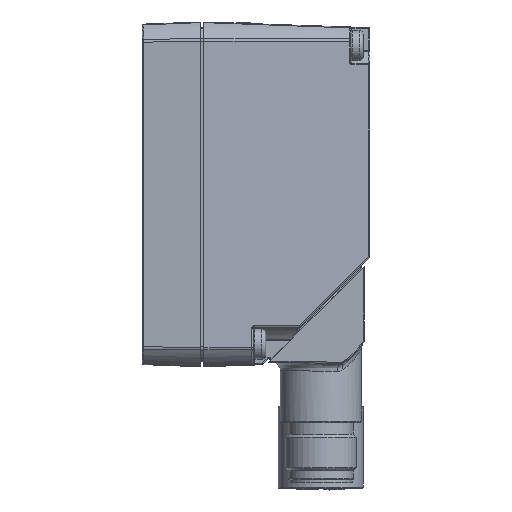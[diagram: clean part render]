
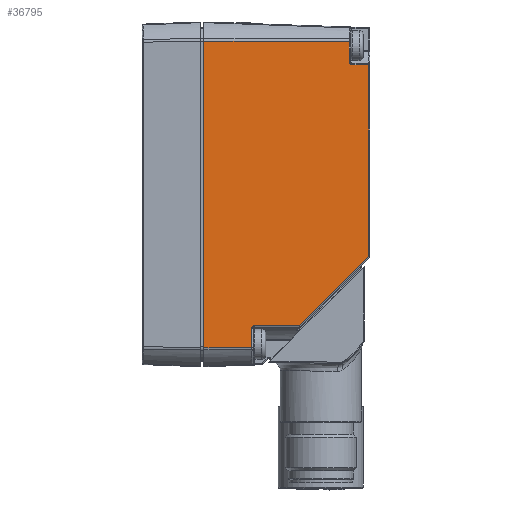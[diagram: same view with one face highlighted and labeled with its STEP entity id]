
A CAD part, left-side view. The second image highlights one B-rep face of the part: STEP entity #36795.
In plain terms, the highlighted planar face has unit normal (-0.999, -0.034, 0).
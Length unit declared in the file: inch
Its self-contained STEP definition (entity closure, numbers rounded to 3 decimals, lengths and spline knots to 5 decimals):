
#836 = LINE ( 'NONE', #38798, #36490 ) ;
#2529 = EDGE_CURVE ( 'NONE', #40429, #43957, #45405, .T. ) ;
#2955 = B_SPLINE_CURVE_WITH_KNOTS ( 'NONE', 3,
 ( #48514, #32942, #14057, #7276, #41220, #13810, #14310, #18595, #21880, #45001, #6782, #22131, #44493, #3021, #18350, #10061, #41479 ),
 .UNSPECIFIED., .F., .F.,
 ( 4, 1, 1, 1, 2, 2, 1, 1, 2, 2, 4 ),
 ( 0., 0.25, 0.375, 0.4375, 0.46875, 0.5, 0.625, 0.6875, 0.71875, 0.75, 1. ),
 .UNSPECIFIED. ) ;
#3021 = CARTESIAN_POINT ( 'NONE',  ( -0.14983, 0.72644, 0.49676 ) ) ;
#3992 = EDGE_CURVE ( 'NONE', #23796, #8918, #36600, .T. ) ;
#4456 = CARTESIAN_POINT ( 'NONE',  ( -0.13943, 0.42418, 0.49796 ) ) ;
#4793 = ORIENTED_EDGE ( 'NONE', *, *, #2529, .T. ) ;
#5353 = DIRECTION ( 'NONE',  ( 0.034, -0.999, 0. ) ) ;
#5892 = VECTOR ( 'NONE', #16039, 39.37008 ) ;
#5927 = ORIENTED_EDGE ( 'NONE', *, *, #3992, .T. ) ;
#6154 = DIRECTION ( 'NONE',  ( -0.034, 0.999, 0.005 ) ) ;
#6407 = CARTESIAN_POINT ( 'NONE',  ( -0.12775, 0.08505, 2.21395 ) ) ;
#6782 = CARTESIAN_POINT ( 'NONE',  ( -0.14989, 0.72812, 0.49595 ) ) ;
#6908 = CARTESIAN_POINT ( 'NONE',  ( -0.12801, 0.09278, 2.21976 ) ) ;
#7032 = LINE ( 'NONE', #27624, #5892 ) ;
#7276 = CARTESIAN_POINT ( 'NONE',  ( -0.15009, 0.73392, 0.49039 ) ) ;
#8266 = LINE ( 'NONE', #19854, #35373 ) ;
#8918 = VERTEX_POINT ( 'NONE', #16742 ) ;
#10061 = CARTESIAN_POINT ( 'NONE',  ( -0.1497, 0.72259, 0.49796 ) ) ;
#10186 = CARTESIAN_POINT ( 'NONE',  ( -0.12757, 0.08002, 2.21338 ) ) ;
#10482 = CARTESIAN_POINT ( 'NONE',  ( -0.12373, -0.03154, 0.95368 ) ) ;
#10669 = CARTESIAN_POINT ( 'NONE',  ( -0.12793, 0.09033, 2.21725 ) ) ;
#13810 = CARTESIAN_POINT ( 'NONE',  ( -0.15004, 0.7323, 0.49252 ) ) ;
#13818 = DIRECTION ( 'NONE',  ( -0.034, 0.999, 0. ) ) ;
#14019 = VERTEX_POINT ( 'NONE', #27322 ) ;
#14057 = CARTESIAN_POINT ( 'NONE',  ( -0.15015, 0.7356, 0.48724 ) ) ;
#14184 = CARTESIAN_POINT ( 'NONE',  ( -0.12806, 0.09416, 2.22222 ) ) ;
#14187 = ORIENTED_EDGE ( 'NONE', *, *, #47537, .T. ) ;
#14310 = CARTESIAN_POINT ( 'NONE',  ( -0.15002, 0.73194, 0.49293 ) ) ;
#14429 = CARTESIAN_POINT ( 'NONE',  ( -0.12807, 0.09442, 2.22276 ) ) ;
#14595 = CARTESIAN_POINT ( 'NONE',  ( -0.12812, 0.09577, 2.22912 ) ) ;
#14703 = EDGE_CURVE ( 'NONE', #48622, #42201, #25136, .T. ) ;
#14886 = ORIENTED_EDGE ( 'NONE', *, *, #31355, .F. ) ;
#15064 = EDGE_CURVE ( 'NONE', #43957, #14019, #8266, .T. ) ;
#15628 = FACE_OUTER_BOUND ( 'NONE', #15663, .T. ) ;
#15663 = EDGE_LOOP ( 'NONE', ( #46841, #44337, #48924, #29916, #47167, #27375, #14187, #5927, #14886, #4793, #26752 ) ) ;
#16039 = DIRECTION ( 'NONE',  ( 0., 0., 1. ) ) ;
#16408 = B_SPLINE_CURVE_WITH_KNOTS ( 'NONE', 3,
 ( #10186, #25514, #6407, #17966, #33318, #10669, #18221, #33566, #48896, #6908, #29789, #14184, #14429, #29554, #45117, #41346, #26006 ),
 .UNSPECIFIED., .F., .F.,
 ( 4, 1, 1, 1, 2, 2, 1, 1, 2, 2, 4 ),
 ( 0., 0.25, 0.375, 0.4375, 0.46875, 0.5, 0.625, 0.6875, 0.71875, 0.75, 1. ),
 .UNSPECIFIED. ) ;
#16742 = CARTESIAN_POINT ( 'NONE',  ( -0.16102, 1.05141, 2.36797 ) ) ;
#17816 = CARTESIAN_POINT ( 'NONE',  ( -0.12373, -0.03154, 2.21338 ) ) ;
#17966 = CARTESIAN_POINT ( 'NONE',  ( -0.12786, 0.0882, 2.21563 ) ) ;
#18221 = CARTESIAN_POINT ( 'NONE',  ( -0.12794, 0.09075, 2.21761 ) ) ;
#18350 = CARTESIAN_POINT ( 'NONE',  ( -0.14977, 0.72452, 0.49759 ) ) ;
#18595 = CARTESIAN_POINT ( 'NONE',  ( -0.15002, 0.73172, 0.49318 ) ) ;
#19549 = VERTEX_POINT ( 'NONE', #21292 ) ;
#19854 = CARTESIAN_POINT ( 'NONE',  ( -0.15017, 0.73618, 0.35742 ) ) ;
#20621 = CARTESIAN_POINT ( 'NONE',  ( -0.16102, 1.05141, 0.35596 ) ) ;
#21292 = CARTESIAN_POINT ( 'NONE',  ( -0.13943, 0.42418, 0.49796 ) ) ;
#21880 = CARTESIAN_POINT ( 'NONE',  ( -0.14999, 0.73093, 0.49402 ) ) ;
#21912 = VECTOR ( 'NONE', #47430, 39.37008 ) ;
#22131 = CARTESIAN_POINT ( 'NONE',  ( -0.14986, 0.72733, 0.49634 ) ) ;
#22416 = DIRECTION ( 'NONE',  ( 0., 0., 1. ) ) ;
#22777 = CARTESIAN_POINT ( 'NONE',  ( -0.14963, 0.72043, 0.49796 ) ) ;
#22993 = VECTOR ( 'NONE', #13818, 39.37008 ) ;
#23051 = EDGE_CURVE ( 'NONE', #30468, #48622, #24583, .T. ) ;
#23796 = VERTEX_POINT ( 'NONE', #41996 ) ;
#24238 = CARTESIAN_POINT ( 'NONE',  ( -0.15017, 0.73618, 0.35742 ) ) ;
#24583 = LINE ( 'NONE', #46559, #44642 ) ;
#24597 = VERTEX_POINT ( 'NONE', #22777 ) ;
#25136 = LINE ( 'NONE', #44765, #22993 ) ;
#25514 = CARTESIAN_POINT ( 'NONE',  ( -0.12765, 0.0821, 2.21338 ) ) ;
#26006 = CARTESIAN_POINT ( 'NONE',  ( -0.12812, 0.09577, 2.22912 ) ) ;
#26752 = ORIENTED_EDGE ( 'NONE', *, *, #15064, .T. ) ;
#27247 = EDGE_CURVE ( 'NONE', #19549, #30468, #39384, .T. ) ;
#27322 = CARTESIAN_POINT ( 'NONE',  ( -0.15017, 0.73618, 0.48221 ) ) ;
#27375 = ORIENTED_EDGE ( 'NONE', *, *, #39660, .T. ) ;
#27624 = CARTESIAN_POINT ( 'NONE',  ( -0.16102, 1.05141, 2.24625 ) ) ;
#28650 = VECTOR ( 'NONE', #22416, 39.37008 ) ;
#28687 = VERTEX_POINT ( 'NONE', #43117 ) ;
#29554 = CARTESIAN_POINT ( 'NONE',  ( -0.12808, 0.09457, 2.22311 ) ) ;
#29789 = CARTESIAN_POINT ( 'NONE',  ( -0.12805, 0.09376, 2.22143 ) ) ;
#29916 = ORIENTED_EDGE ( 'NONE', *, *, #23051, .T. ) ;
#29994 = DIRECTION ( 'NONE',  ( 0.034, -0.999, 0. ) ) ;
#30468 = VERTEX_POINT ( 'NONE', #10482 ) ;
#30988 = DIRECTION ( 'NONE',  ( -0.999, -0.034, 0. ) ) ;
#31067 = DIRECTION ( 'NONE',  ( 0.034, -0.999, 0.005 ) ) ;
#31355 = EDGE_CURVE ( 'NONE', #40429, #8918, #7032, .T. ) ;
#32942 = CARTESIAN_POINT ( 'NONE',  ( -0.15017, 0.73618, 0.48429 ) ) ;
#33318 = CARTESIAN_POINT ( 'NONE',  ( -0.12791, 0.08971, 2.21673 ) ) ;
#33566 = CARTESIAN_POINT ( 'NONE',  ( -0.12795, 0.09099, 2.21783 ) ) ;
#33707 = AXIS2_PLACEMENT_3D ( 'NONE', #34277, #30988, #29994 ) ;
#33849 = CARTESIAN_POINT ( 'NONE',  ( -0.16102, 1.05141, 0.35596 ) ) ;
#34049 = CARTESIAN_POINT ( 'NONE',  ( -0.12757, 0.08002, 2.21338 ) ) ;
#34277 = CARTESIAN_POINT ( 'NONE',  ( -0.12467, -0.00429, 0. ) ) ;
#35127 = EDGE_CURVE ( 'NONE', #14019, #24597, #2955, .T. ) ;
#35373 = VECTOR ( 'NONE', #46742, 39.37008 ) ;
#36490 = VECTOR ( 'NONE', #5353, 39.37008 ) ;
#36600 = LINE ( 'NONE', #41335, #36976 ) ;
#36795 = ADVANCED_FACE ( 'NONE', ( #15628 ), #42299, .T. ) ;
#36976 = VECTOR ( 'NONE', #6154, 39.37008 ) ;
#38798 = CARTESIAN_POINT ( 'NONE',  ( -0.12467, -0.00429, 0.49796 ) ) ;
#39384 = LINE ( 'NONE', #4456, #21912 ) ;
#39660 = EDGE_CURVE ( 'NONE', #42201, #28687, #16408, .T. ) ;
#40429 = VERTEX_POINT ( 'NONE', #20621 ) ;
#41220 = CARTESIAN_POINT ( 'NONE',  ( -0.15005, 0.73283, 0.49189 ) ) ;
#41335 = CARTESIAN_POINT ( 'NONE',  ( -0.12812, 0.09577, 2.36354 ) ) ;
#41346 = CARTESIAN_POINT ( 'NONE',  ( -0.12812, 0.09577, 2.22696 ) ) ;
#41479 = CARTESIAN_POINT ( 'NONE',  ( -0.14963, 0.72043, 0.49796 ) ) ;
#41996 = CARTESIAN_POINT ( 'NONE',  ( -0.12812, 0.09577, 2.36354 ) ) ;
#42201 = VERTEX_POINT ( 'NONE', #34049 ) ;
#42284 = EDGE_CURVE ( 'NONE', #24597, #19549, #836, .T. ) ;
#42299 = PLANE ( 'NONE',  #33707 ) ;
#43117 = CARTESIAN_POINT ( 'NONE',  ( -0.12812, 0.09577, 2.22912 ) ) ;
#43957 = VERTEX_POINT ( 'NONE', #24238 ) ;
#44337 = ORIENTED_EDGE ( 'NONE', *, *, #42284, .T. ) ;
#44436 = DIRECTION ( 'NONE',  ( 0., 0., 1. ) ) ;
#44493 = CARTESIAN_POINT ( 'NONE',  ( -0.14985, 0.72679, 0.4966 ) ) ;
#44642 = VECTOR ( 'NONE', #44436, 39.37008 ) ;
#44765 = CARTESIAN_POINT ( 'NONE',  ( -0.12467, -0.00429, 2.21338 ) ) ;
#45001 = CARTESIAN_POINT ( 'NONE',  ( -0.14995, 0.72979, 0.49496 ) ) ;
#45117 = CARTESIAN_POINT ( 'NONE',  ( -0.1281, 0.0954, 2.22503 ) ) ;
#45405 = LINE ( 'NONE', #33849, #48966 ) ;
#46559 = CARTESIAN_POINT ( 'NONE',  ( -0.12373, -0.03154, 0. ) ) ;
#46742 = DIRECTION ( 'NONE',  ( 0., 0., 1. ) ) ;
#46841 = ORIENTED_EDGE ( 'NONE', *, *, #35127, .T. ) ;
#47167 = ORIENTED_EDGE ( 'NONE', *, *, #14703, .T. ) ;
#47430 = DIRECTION ( 'NONE',  ( 0.024, -0.707, 0.707 ) ) ;
#47537 = EDGE_CURVE ( 'NONE', #28687, #23796, #49061, .T. ) ;
#48514 = CARTESIAN_POINT ( 'NONE',  ( -0.15017, 0.73618, 0.48221 ) ) ;
#48622 = VERTEX_POINT ( 'NONE', #17816 ) ;
#48896 = CARTESIAN_POINT ( 'NONE',  ( -0.12798, 0.09183, 2.21862 ) ) ;
#48924 = ORIENTED_EDGE ( 'NONE', *, *, #27247, .T. ) ;
#48966 = VECTOR ( 'NONE', #31067, 39.37008 ) ;
#49061 = LINE ( 'NONE', #14595, #28650 ) ;
